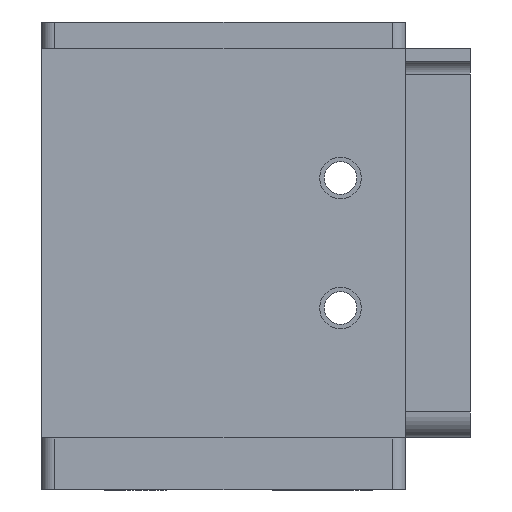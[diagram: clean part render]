
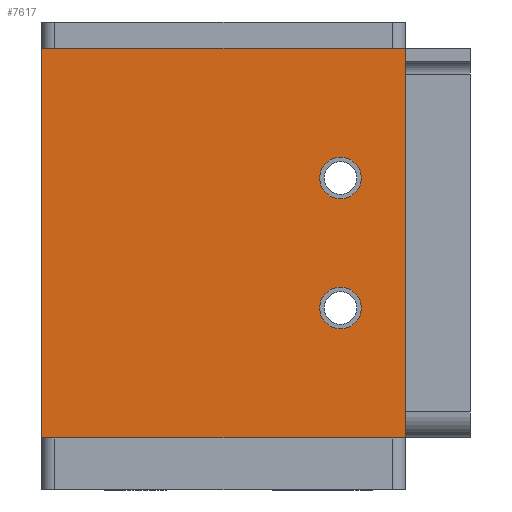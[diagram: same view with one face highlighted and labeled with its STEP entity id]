
A CAD part, left-side view. The second image highlights one B-rep face of the part: STEP entity #7617.
In plain terms, the highlighted planar face has unit normal (-1, 0, 0).
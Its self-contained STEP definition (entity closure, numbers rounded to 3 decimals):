
#258 = DIRECTION ( 'NONE',  ( 0., -1., 0. ) ) ;
#263 = DIRECTION ( 'NONE',  ( 1., 0., 0. ) ) ;
#529 = EDGE_CURVE ( 'NONE', #7500, #4983, #8522, .T. ) ;
#608 = EDGE_CURVE ( 'NONE', #4823, #4303, #1241, .T. ) ;
#611 = CARTESIAN_POINT ( 'NONE',  ( -150., 5., -5. ) ) ;
#631 = LINE ( 'NONE', #3215, #8167 ) ;
#680 = CARTESIAN_POINT ( 'NONE',  ( -150., 28., 15. ) ) ;
#1093 = DIRECTION ( 'NONE',  ( 0., 0., -1. ) ) ;
#1169 = VERTEX_POINT ( 'NONE', #3581 ) ;
#1189 = CARTESIAN_POINT ( 'NONE',  ( -150., 5., -5. ) ) ;
#1241 = LINE ( 'NONE', #3959, #2987 ) ;
#1315 = CARTESIAN_POINT ( 'NONE',  ( -150., 5., -6.6 ) ) ;
#1661 = FACE_BOUND ( 'NONE', #3728, .T. ) ;
#2324 = PLANE ( 'NONE',  #6586 ) ;
#2510 = VERTEX_POINT ( 'NONE', #1315 ) ;
#2808 = DIRECTION ( 'NONE',  ( 0., 0., -1. ) ) ;
#2893 = ORIENTED_EDGE ( 'NONE', *, *, #3609, .T. ) ;
#2899 = CARTESIAN_POINT ( 'NONE',  ( -150., 28., 17. ) ) ;
#2987 = VECTOR ( 'NONE', #8017, 1000. ) ;
#3031 = CARTESIAN_POINT ( 'NONE',  ( -150., 5., 5. ) ) ;
#3209 = AXIS2_PLACEMENT_3D ( 'NONE', #3031, #7762, #5143 ) ;
#3215 = CARTESIAN_POINT ( 'NONE',  ( -150., 28., 17. ) ) ;
#3286 = DIRECTION ( 'NONE',  ( 1., 0., 0. ) ) ;
#3351 = EDGE_CURVE ( 'NONE', #8233, #4823, #7582, .T. ) ;
#3581 = CARTESIAN_POINT ( 'NONE',  ( -150., 28., 15. ) ) ;
#3609 = EDGE_CURVE ( 'NONE', #2510, #4554, #4448, .T. ) ;
#3728 = EDGE_LOOP ( 'NONE', ( #7698, #4482 ) ) ;
#3859 = DIRECTION ( 'NONE',  ( 1., 0., 0. ) ) ;
#3947 = DIRECTION ( 'NONE',  ( 0., 0., -1. ) ) ;
#3959 = CARTESIAN_POINT ( 'NONE',  ( -150., 0., 17. ) ) ;
#3989 = DIRECTION ( 'NONE',  ( 0., 0., -1. ) ) ;
#4138 = EDGE_CURVE ( 'NONE', #4303, #1169, #4715, .T. ) ;
#4160 = VECTOR ( 'NONE', #258, 1000. ) ;
#4164 = CARTESIAN_POINT ( 'NONE',  ( -150., 28., -15. ) ) ;
#4303 = VERTEX_POINT ( 'NONE', #4982 ) ;
#4342 = AXIS2_PLACEMENT_3D ( 'NONE', #1189, #3859, #1093 ) ;
#4349 = FACE_OUTER_BOUND ( 'NONE', #6221, .T. ) ;
#4387 = CARTESIAN_POINT ( 'NONE',  ( -150., 28., -15. ) ) ;
#4447 = EDGE_CURVE ( 'NONE', #8233, #1169, #631, .T. ) ;
#4448 = CIRCLE ( 'NONE', #6809, 1.6 ) ;
#4482 = ORIENTED_EDGE ( 'NONE', *, *, #6711, .T. ) ;
#4554 = VERTEX_POINT ( 'NONE', #4879 ) ;
#4567 = ORIENTED_EDGE ( 'NONE', *, *, #4447, .F. ) ;
#4715 = LINE ( 'NONE', #680, #5922 ) ;
#4823 = VERTEX_POINT ( 'NONE', #5267 ) ;
#4871 = CARTESIAN_POINT ( 'NONE',  ( -150., 5., 6.6 ) ) ;
#4879 = CARTESIAN_POINT ( 'NONE',  ( -150., 5., -3.4 ) ) ;
#4982 = CARTESIAN_POINT ( 'NONE',  ( -150., 0., 15. ) ) ;
#4983 = VERTEX_POINT ( 'NONE', #4871 ) ;
#5143 = DIRECTION ( 'NONE',  ( 0., 0., -1. ) ) ;
#5267 = CARTESIAN_POINT ( 'NONE',  ( -150., 0., -15. ) ) ;
#5922 = VECTOR ( 'NONE', #7376, 1000. ) ;
#5968 = ORIENTED_EDGE ( 'NONE', *, *, #4138, .T. ) ;
#6018 = ORIENTED_EDGE ( 'NONE', *, *, #608, .T. ) ;
#6044 = DIRECTION ( 'NONE',  ( 1., 0., 0. ) ) ;
#6184 = FACE_BOUND ( 'NONE', #6382, .T. ) ;
#6221 = EDGE_LOOP ( 'NONE', ( #6018, #5968, #4567, #6754 ) ) ;
#6382 = EDGE_LOOP ( 'NONE', ( #2893, #7926 ) ) ;
#6464 = EDGE_CURVE ( 'NONE', #4554, #2510, #8103, .T. ) ;
#6586 = AXIS2_PLACEMENT_3D ( 'NONE', #2899, #263, #2808 ) ;
#6690 = CARTESIAN_POINT ( 'NONE',  ( -150., 5., 5. ) ) ;
#6711 = EDGE_CURVE ( 'NONE', #4983, #7500, #7967, .T. ) ;
#6754 = ORIENTED_EDGE ( 'NONE', *, *, #3351, .T. ) ;
#6809 = AXIS2_PLACEMENT_3D ( 'NONE', #611, #3286, #3947 ) ;
#7376 = DIRECTION ( 'NONE',  ( 0., 1., 0. ) ) ;
#7500 = VERTEX_POINT ( 'NONE', #7932 ) ;
#7582 = LINE ( 'NONE', #4164, #4160 ) ;
#7617 = ADVANCED_FACE ( 'NONE', ( #1661, #6184, #4349 ), #2324, .F. ) ;
#7698 = ORIENTED_EDGE ( 'NONE', *, *, #529, .T. ) ;
#7762 = DIRECTION ( 'NONE',  ( 1., 0., 0. ) ) ;
#7833 = AXIS2_PLACEMENT_3D ( 'NONE', #6690, #6044, #3989 ) ;
#7862 = DIRECTION ( 'NONE',  ( 0., 0., 1. ) ) ;
#7926 = ORIENTED_EDGE ( 'NONE', *, *, #6464, .T. ) ;
#7932 = CARTESIAN_POINT ( 'NONE',  ( -150., 5., 3.4 ) ) ;
#7967 = CIRCLE ( 'NONE', #7833, 1.6 ) ;
#8017 = DIRECTION ( 'NONE',  ( 0., 0., 1. ) ) ;
#8103 = CIRCLE ( 'NONE', #4342, 1.6 ) ;
#8167 = VECTOR ( 'NONE', #7862, 1000. ) ;
#8233 = VERTEX_POINT ( 'NONE', #4387 ) ;
#8522 = CIRCLE ( 'NONE', #3209, 1.6 ) ;
